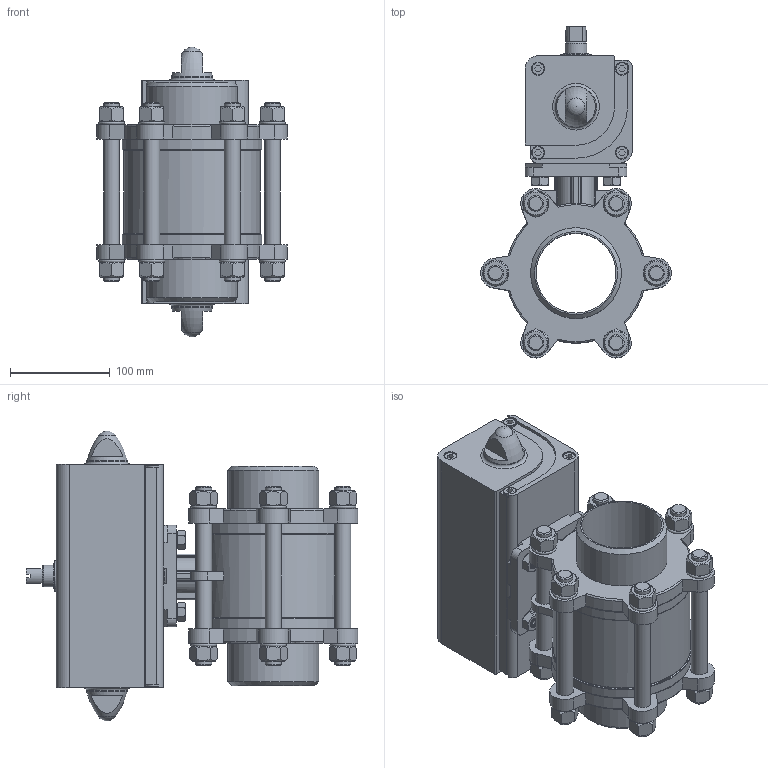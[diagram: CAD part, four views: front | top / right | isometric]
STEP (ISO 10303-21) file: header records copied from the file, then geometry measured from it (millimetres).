
FILE_DESCRIPTION(/* description */ ('STEP AP214'),/* implementation_level */ '2;1');
FILE_NAME(/* name */ '1810739_VZBA-3-WW-63-T-22-F0710-V4V4T-PP180-R-90-C',/* time_stamp */ '2024-09-18T00:31:45+02:00',/* author */ ('License CC BY-ND 4.0'),/* organization */ ('CADENAS'),/* preprocessor_version */ 'ST-DEVELOPER v19.3',/* originating_system */ 'PARTsolutions',/* authorisation */ ' ');
FILE_SCHEMA (('AUTOMOTIVE_DESIGN {1 0 10303 214 3 1 1}'));
Length unit declared in the file: millimetre
Products named in the file (8): 1810739 VZBA-3"-WW-63-T-22-F0710-V4V4T-PP180-R-90-C; 1686704 VZBA-3''-WW-63-T-22-F0710-V4V4T; 690069 S 10 A2; DIN 934 - M10(F); DIN-913 - M10x40; 8082126 DARQ-R-A-S22-S17-22; 533421 DAPS-0180-090-R-F0710---(1); 533421 DAPS-0180-090-R-F0710---(2)
Assembly tree (15 placements, depth 2):
  1810739 VZBA-3"-WW-63-T-22-F0710-V4V4T-PP180-R-90-C
    690069 S 10 A2  x4
    DIN 934 - M10(F)  x4
    DIN-913 - M10x40  x4
    8082126 DARQ-R-A-S22-S17-22
    533421 DAPS-0180-090-R-F0710---(1)
    533421 DAPS-0180-090-R-F0710---(2)
  1686704 VZBA-3''-WW-63-T-22-F0710-V4V4T
Bounding box: 190.9 x 332.19 x 289.9 mm (x, y, z)
Volume: 4561701.1 mm3; surface area: 458158.3 mm2
Topology: 16 solids, 16 shells, 810 faces, 1993 edges, 1275 vertices
Faces by surface type: plane 433, cylinder 190, cone 143, torus 42, sphere 2
Full cylindrical faces by diameter (mm): 4.134 x8, 4.917 x1, 6.647 x4, 8.376 x8, 8.566 x2, 10 x4, 10.5 x4, 13 x8, 16 x22, 17 x14, 22 x1, 23.5 x1, 25.1 x1, 31 x2, 44 x2, 80 x1, 91 x2, 137 x1, 140 x1
Entity records: 20768 total; most frequent: CARTESIAN_POINT 4713, DIRECTION 3222, ORIENTED_EDGE 3018, EDGE_CURVE 1509, AXIS2_PLACEMENT_3D 1217, VERTEX_POINT 1099, FACE_BOUND 1020, EDGE_LOOP 1001
